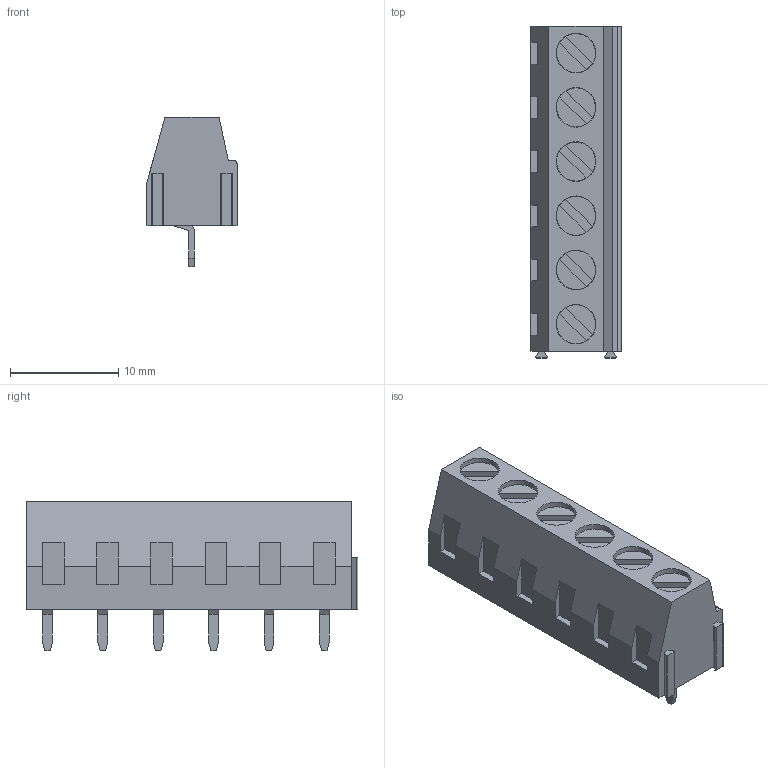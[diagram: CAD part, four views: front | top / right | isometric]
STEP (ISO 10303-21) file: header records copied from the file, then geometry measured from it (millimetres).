
FILE_DESCRIPTION(('FreeCAD Model'),'2;1');
FILE_NAME('pcb-terminal-block-female-1x6.step','2014-12-25T12:18:54',('FreeCAD'),('FreeCAD'), 'Open CASCADE STEP processor 6.7','FreeCAD','Unknown');
FILE_SCHEMA(('AUTOMOTIVE_DESIGN_CC2 { 1 2 10303 214 -1 1 5 4 }'));
Length unit declared in the file: millimetre
Products named in the file (1): pcb-terminal-block-female-1x6
Bounding box: 8.3 x 30.6 x 13.8 mm (x, y, z)
Volume: 1925.2 mm3; surface area: 2000.4 mm2
Topology: 13 solids, 13 shells, 250 faces, 636 edges, 424 vertices
Faces by surface type: plane 199, cylinder 27, bspline 24
Full cylindrical faces by diameter (mm): 3.6 x6, 3.65 x6
Entity records: 31587 total; most frequent: CARTESIAN_POINT 17621, DIRECTION 2052, LINE 1384, VECTOR 1384, ORIENTED_EDGE 1272, PCURVE 1272, DEFINITIONAL_REPRESENTATION 1272, EDGE_CURVE 636
